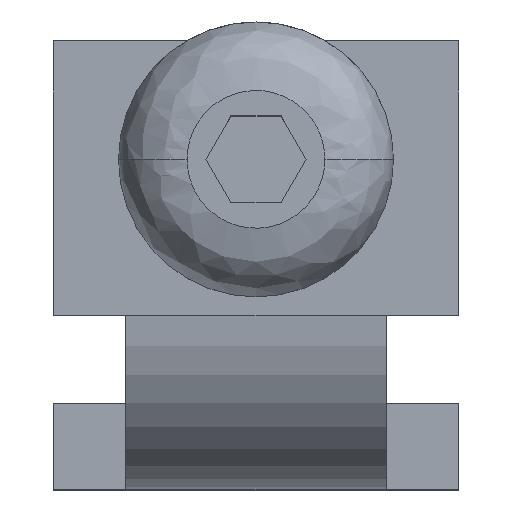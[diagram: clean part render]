
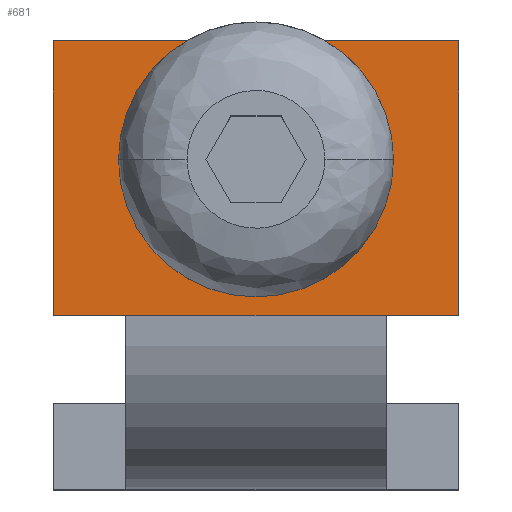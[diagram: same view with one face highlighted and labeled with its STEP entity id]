
A CAD part, top view. The second image highlights one B-rep face of the part: STEP entity #681.
In plain terms, the highlighted planar face has unit normal (0, 0, 1).
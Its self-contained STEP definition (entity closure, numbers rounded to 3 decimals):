
#5 = VERTEX_POINT ( 'NONE', #430 ) ;
#62 = LINE ( 'NONE', #1375, #503 ) ;
#76 = VERTEX_POINT ( 'NONE', #1485 ) ;
#90 = VERTEX_POINT ( 'NONE', #552 ) ;
#96 = AXIS2_PLACEMENT_3D ( 'NONE', #1363, #1484, #1015 ) ;
#101 = ORIENTED_EDGE ( 'NONE', *, *, #1261, .F. ) ;
#111 = ORIENTED_EDGE ( 'NONE', *, *, #388, .T. ) ;
#115 = EDGE_CURVE ( 'NONE', #645, #359, #1394, .T. ) ;
#180 = VERTEX_POINT ( 'NONE', #474 ) ;
#187 = AXIS2_PLACEMENT_3D ( 'NONE', #367, #1167, #376 ) ;
#188 = CARTESIAN_POINT ( 'NONE',  ( -4.5, -5.4, 3. ) ) ;
#212 = DIRECTION ( 'NONE',  ( 1., 0., 0. ) ) ;
#216 = DIRECTION ( 'NONE',  ( -1., 0., 0. ) ) ;
#230 = ORIENTED_EDGE ( 'NONE', *, *, #501, .T. ) ;
#249 = DIRECTION ( 'NONE',  ( -1., 0., 0. ) ) ;
#260 = VECTOR ( 'NONE', #974, 1000. ) ;
#270 = CARTESIAN_POINT ( 'NONE',  ( 7., 4.1, 3. ) ) ;
#321 = CARTESIAN_POINT ( 'NONE',  ( 7., 4.1, 3. ) ) ;
#328 = CIRCLE ( 'NONE', #187, 4.75 ) ;
#359 = VERTEX_POINT ( 'NONE', #625 ) ;
#367 = CARTESIAN_POINT ( 'NONE',  ( 0., 0., 3. ) ) ;
#369 = LINE ( 'NONE', #396, #260 ) ;
#376 = DIRECTION ( 'NONE',  ( -1., 0., 0. ) ) ;
#388 = EDGE_CURVE ( 'NONE', #5, #826, #587, .T. ) ;
#396 = CARTESIAN_POINT ( 'NONE',  ( -7., -5.4, 3. ) ) ;
#403 = ORIENTED_EDGE ( 'NONE', *, *, #1332, .T. ) ;
#408 = ORIENTED_EDGE ( 'NONE', *, *, #734, .F. ) ;
#419 = VECTOR ( 'NONE', #212, 1000. ) ;
#430 = CARTESIAN_POINT ( 'NONE',  ( 2.398, 4.1, 3. ) ) ;
#474 = CARTESIAN_POINT ( 'NONE',  ( -4.75, 0., 3. ) ) ;
#501 = EDGE_CURVE ( 'NONE', #826, #180, #328, .T. ) ;
#503 = VECTOR ( 'NONE', #249, 1000. ) ;
#535 = LINE ( 'NONE', #1012, #1266 ) ;
#552 = CARTESIAN_POINT ( 'NONE',  ( 7., -5.4, 3. ) ) ;
#557 = AXIS2_PLACEMENT_3D ( 'NONE', #570, #1240, #907 ) ;
#570 = CARTESIAN_POINT ( 'NONE',  ( 0., 0., 3. ) ) ;
#587 = CIRCLE ( 'NONE', #1044, 4.75 ) ;
#624 = CARTESIAN_POINT ( 'NONE',  ( -7., 4.1, 3. ) ) ;
#625 = CARTESIAN_POINT ( 'NONE',  ( 4.5, -5.4, 3. ) ) ;
#645 = VERTEX_POINT ( 'NONE', #188 ) ;
#681 = ADVANCED_FACE ( 'NONE', ( #800 ), #1384, .T. ) ;
#691 = EDGE_CURVE ( 'NONE', #1193, #833, #1136, .T. ) ;
#693 = CARTESIAN_POINT ( 'NONE',  ( -2.398, 4.1, 3. ) ) ;
#734 = EDGE_CURVE ( 'NONE', #90, #359, #62, .T. ) ;
#740 = VECTOR ( 'NONE', #903, 1000. ) ;
#741 = DIRECTION ( 'NONE',  ( -1., 0., 0. ) ) ;
#767 = VERTEX_POINT ( 'NONE', #270 ) ;
#800 = FACE_OUTER_BOUND ( 'NONE', #1282, .T. ) ;
#826 = VERTEX_POINT ( 'NONE', #1181 ) ;
#833 = VERTEX_POINT ( 'NONE', #693 ) ;
#890 = CARTESIAN_POINT ( 'NONE',  ( -7., 4.1, 3. ) ) ;
#903 = DIRECTION ( 'NONE',  ( 1., 0., 0. ) ) ;
#907 = DIRECTION ( 'NONE',  ( -1., 0., 0. ) ) ;
#930 = ORIENTED_EDGE ( 'NONE', *, *, #691, .F. ) ;
#974 = DIRECTION ( 'NONE',  ( 0., 1., 0. ) ) ;
#1002 = VECTOR ( 'NONE', #1351, 1000. ) ;
#1012 = CARTESIAN_POINT ( 'NONE',  ( 7., -5.4, 3. ) ) ;
#1015 = DIRECTION ( 'NONE',  ( 1., 0., 0. ) ) ;
#1026 = ORIENTED_EDGE ( 'NONE', *, *, #1352, .F. ) ;
#1044 = AXIS2_PLACEMENT_3D ( 'NONE', #1436, #1063, #741 ) ;
#1063 = DIRECTION ( 'NONE',  ( 0., 0., -1. ) ) ;
#1075 = VECTOR ( 'NONE', #1480, 1000. ) ;
#1087 = EDGE_CURVE ( 'NONE', #76, #1193, #369, .T. ) ;
#1136 = LINE ( 'NONE', #1370, #740 ) ;
#1167 = DIRECTION ( 'NONE',  ( 0., 0., -1. ) ) ;
#1181 = CARTESIAN_POINT ( 'NONE',  ( 4.75, 0., 3. ) ) ;
#1193 = VERTEX_POINT ( 'NONE', #624 ) ;
#1226 = ORIENTED_EDGE ( 'NONE', *, *, #1410, .F. ) ;
#1240 = DIRECTION ( 'NONE',  ( 0., 0., -1. ) ) ;
#1249 = LINE ( 'NONE', #890, #1075 ) ;
#1261 = EDGE_CURVE ( 'NONE', #767, #90, #1362, .T. ) ;
#1266 = VECTOR ( 'NONE', #216, 1000. ) ;
#1282 = EDGE_LOOP ( 'NONE', ( #101, #1226, #111, #230, #403, #930, #1376, #1026, #1412, #408 ) ) ;
#1332 = EDGE_CURVE ( 'NONE', #180, #833, #1421, .T. ) ;
#1351 = DIRECTION ( 'NONE',  ( 0., -1., 0. ) ) ;
#1352 = EDGE_CURVE ( 'NONE', #645, #76, #535, .T. ) ;
#1362 = LINE ( 'NONE', #321, #1002 ) ;
#1363 = CARTESIAN_POINT ( 'NONE',  ( 0., -0.65, 3. ) ) ;
#1370 = CARTESIAN_POINT ( 'NONE',  ( -7., 4.1, 3. ) ) ;
#1375 = CARTESIAN_POINT ( 'NONE',  ( 7., -5.4, 3. ) ) ;
#1376 = ORIENTED_EDGE ( 'NONE', *, *, #1087, .F. ) ;
#1377 = CARTESIAN_POINT ( 'NONE',  ( 0., -5.4, 3. ) ) ;
#1384 = PLANE ( 'NONE',  #96 ) ;
#1394 = LINE ( 'NONE', #1377, #419 ) ;
#1410 = EDGE_CURVE ( 'NONE', #5, #767, #1249, .T. ) ;
#1412 = ORIENTED_EDGE ( 'NONE', *, *, #115, .T. ) ;
#1421 = CIRCLE ( 'NONE', #557, 4.75 ) ;
#1436 = CARTESIAN_POINT ( 'NONE',  ( 0., 0., 3. ) ) ;
#1480 = DIRECTION ( 'NONE',  ( 1., 0., 0. ) ) ;
#1484 = DIRECTION ( 'NONE',  ( 0., 0., 1. ) ) ;
#1485 = CARTESIAN_POINT ( 'NONE',  ( -7., -5.4, 3. ) ) ;
